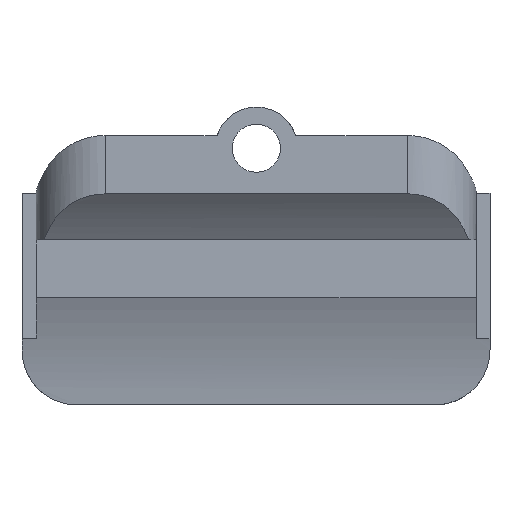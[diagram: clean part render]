
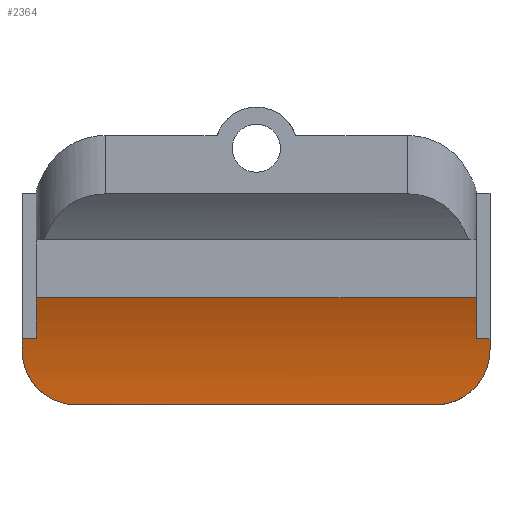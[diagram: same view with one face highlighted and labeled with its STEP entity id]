
A CAD part, left-side view. The second image highlights one B-rep face of the part: STEP entity #2364.
In plain terms, the highlighted cylindrical face has radius 25 mm (diameter 50 mm), a partial arc.
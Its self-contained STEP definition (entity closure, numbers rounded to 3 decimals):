
#1571=CARTESIAN_POINT('',(24.05,47.05,6.826));
#1572=VERTEX_POINT('',#1571);
#1579=CARTESIAN_POINT('',(24.05,45.997,6.826));
#1580=VERTEX_POINT('',#1579);
#1581=CARTESIAN_POINT('',(24.05,47.05,6.826));
#1582=DIRECTION('',(-0.,-1.,-0.));
#1583=VECTOR('',#1582,1.053);
#1584=LINE('',#1581,#1583);
#1585=EDGE_CURVE('',#1572,#1580,#1584,.T.);
#1602=CARTESIAN_POINT('',(24.05,13.,6.826));
#1603=VERTEX_POINT('',#1602);
#1628=CARTESIAN_POINT('',(24.05,14.003,6.826));
#1629=VERTEX_POINT('',#1628);
#1637=CARTESIAN_POINT('',(24.05,13.,6.826));
#1638=DIRECTION('',(0.,1.,0.));
#1639=VECTOR('',#1638,1.003);
#1640=LINE('',#1637,#1639);
#1641=EDGE_CURVE('',#1603,#1629,#1640,.T.);
#1669=CARTESIAN_POINT('',(24.,46.,7.));
#1670=VERTEX_POINT('',#1669);
#1677=CARTESIAN_POINT('',(23.,46.,9.798));
#1678=VERTEX_POINT('',#1677);
#1679=CARTESIAN_POINT('',(-0.,46.,-0.));
#1680=DIRECTION('',(-0.,1.,-0.));
#1681=DIRECTION('',(0.,0.,-1.));
#1682=AXIS2_PLACEMENT_3D('',#1679,#1680,#1681);
#1683=CIRCLE('',#1682,25.);
#1684=EDGE_CURVE('',#1678,#1670,#1683,.T.);
#1906=CARTESIAN_POINT('',(23.,14.,9.798));
#1907=VERTEX_POINT('',#1906);
#1914=CARTESIAN_POINT('',(24.,14.,7.));
#1915=VERTEX_POINT('',#1914);
#1916=CARTESIAN_POINT('',(-0.,14.,-0.));
#1917=DIRECTION('',(-0.,-1.,-0.));
#1918=DIRECTION('',(0.,-0.,1.));
#1919=AXIS2_PLACEMENT_3D('',#1916,#1917,#1918);
#1920=CIRCLE('',#1919,25.);
#1921=EDGE_CURVE('',#1915,#1907,#1920,.T.);
#2073=CARTESIAN_POINT('',(24.269,47.05,6.));
#2074=VERTEX_POINT('',#2073);
#2081=CARTESIAN_POINT('',(-0.,47.05,-0.));
#2082=DIRECTION('',(-0.,-1.,-0.));
#2083=DIRECTION('',(0.,-0.,1.));
#2084=AXIS2_PLACEMENT_3D('',#2081,#2082,#2083);
#2085=CIRCLE('',#2084,25.);
#2086=EDGE_CURVE('',#2074,#1572,#2085,.T.);
#2105=CARTESIAN_POINT('',(24.269,13.,6.));
#2106=VERTEX_POINT('',#2105);
#2107=CARTESIAN_POINT('',(-0.,13.,-0.));
#2108=DIRECTION('',(-0.,-1.,-0.));
#2109=DIRECTION('',(0.,-0.,1.));
#2110=AXIS2_PLACEMENT_3D('',#2107,#2108,#2109);
#2111=CIRCLE('',#2110,25.);
#2112=EDGE_CURVE('',#2106,#1603,#2111,.T.);
#2136=CARTESIAN_POINT('',(24.92,43.05,2.));
#2137=VERTEX_POINT('',#2136);
#2138=CARTESIAN_POINT('',(24.92,17.,2.));
#2139=VERTEX_POINT('',#2138);
#2140=CARTESIAN_POINT('',(24.92,43.05,2.));
#2141=DIRECTION('',(-0.,-1.,-0.));
#2142=VECTOR('',#2141,26.05);
#2143=LINE('',#2140,#2142);
#2144=EDGE_CURVE('',#2137,#2139,#2143,.T.);
#2200=CARTESIAN_POINT('',(24.92,43.05,2.));
#2201=CARTESIAN_POINT('',(24.92,43.316,2.));
#2202=CARTESIAN_POINT('',(24.918,43.578,2.026));
#2203=CARTESIAN_POINT('',(24.913,43.835,2.078));
#2204=CARTESIAN_POINT('',(24.911,43.964,2.104));
#2205=CARTESIAN_POINT('',(24.909,44.092,2.136));
#2206=CARTESIAN_POINT('',(24.905,44.218,2.174));
#2207=CARTESIAN_POINT('',(24.902,44.345,2.213));
#2208=CARTESIAN_POINT('',(24.898,44.47,2.258));
#2209=CARTESIAN_POINT('',(24.893,44.592,2.309));
#2210=CARTESIAN_POINT('',(24.884,44.836,2.411));
#2211=CARTESIAN_POINT('',(24.872,45.066,2.535));
#2212=CARTESIAN_POINT('',(24.856,45.285,2.682));
#2213=CARTESIAN_POINT('',(24.848,45.394,2.756));
#2214=CARTESIAN_POINT('',(24.839,45.5,2.835));
#2215=CARTESIAN_POINT('',(24.829,45.602,2.92));
#2216=CARTESIAN_POINT('',(24.819,45.704,3.004));
#2217=CARTESIAN_POINT('',(24.808,45.801,3.093));
#2218=CARTESIAN_POINT('',(24.796,45.893,3.186));
#2219=CARTESIAN_POINT('',(24.772,46.077,3.372));
#2220=CARTESIAN_POINT('',(24.744,46.242,3.575));
#2221=CARTESIAN_POINT('',(24.71,46.387,3.794));
#2222=CARTESIAN_POINT('',(24.694,46.46,3.904));
#2223=CARTESIAN_POINT('',(24.675,46.527,4.018));
#2224=CARTESIAN_POINT('',(24.656,46.588,4.133));
#2225=CARTESIAN_POINT('',(24.637,46.648,4.248));
#2226=CARTESIAN_POINT('',(24.616,46.703,4.366));
#2227=CARTESIAN_POINT('',(24.594,46.752,4.486));
#2228=CARTESIAN_POINT('',(24.572,46.801,4.605));
#2229=CARTESIAN_POINT('',(24.549,46.844,4.727));
#2230=CARTESIAN_POINT('',(24.525,46.882,4.852));
#2231=CARTESIAN_POINT('',(24.5,46.919,4.976));
#2232=CARTESIAN_POINT('',(24.474,46.95,5.103));
#2233=CARTESIAN_POINT('',(24.447,46.975,5.23));
#2234=CARTESIAN_POINT('',(24.392,47.025,5.485));
#2235=CARTESIAN_POINT('',(24.333,47.05,5.742));
#2236=CARTESIAN_POINT('',(24.269,47.05,6.));
#2237=B_SPLINE_CURVE_WITH_KNOTS('',3,(#2200,#2201,#2202,#2203,#2204,#2205,#2206,#2207,#2208,#2209,#2210,#2211,#2212,#2213,#2214,#2215,#2216,#2217,#2218,#2219,#2220,#2221,#2222,#2223,#2224,#2225,
#2226,#2227,#2228,#2229,#2230,#2231,#2232,#2233,#2234,#2235,#2236),.UNSPECIFIED.,.F.,.F.,(4,3,3,3,3,3,3,3,3,3,3,3,4),(0.,0.001,0.001,0.002,0.002,0.003,0.003,0.004,0.004,0.005,0.005,0.006,0.006),.UNSPECIFIED.);
#2238=EDGE_CURVE('',#2137,#2074,#2237,.T.);
#2257=CARTESIAN_POINT('',(24.269,13.,6.));
#2258=CARTESIAN_POINT('',(24.333,13.,5.742));
#2259=CARTESIAN_POINT('',(24.392,13.025,5.486));
#2260=CARTESIAN_POINT('',(24.446,13.074,5.234));
#2261=CARTESIAN_POINT('',(24.473,13.099,5.108));
#2262=CARTESIAN_POINT('',(24.499,13.129,4.983));
#2263=CARTESIAN_POINT('',(24.523,13.166,4.858));
#2264=CARTESIAN_POINT('',(24.548,13.203,4.734));
#2265=CARTESIAN_POINT('',(24.572,13.247,4.61));
#2266=CARTESIAN_POINT('',(24.594,13.296,4.489));
#2267=CARTESIAN_POINT('',(24.638,13.395,4.248));
#2268=CARTESIAN_POINT('',(24.676,13.516,4.018));
#2269=CARTESIAN_POINT('',(24.71,13.659,3.8));
#2270=CARTESIAN_POINT('',(24.743,13.803,3.582));
#2271=CARTESIAN_POINT('',(24.772,13.971,3.375));
#2272=CARTESIAN_POINT('',(24.796,14.155,3.188));
#2273=CARTESIAN_POINT('',(24.82,14.339,3.002));
#2274=CARTESIAN_POINT('',(24.839,14.54,2.835));
#2275=CARTESIAN_POINT('',(24.855,14.759,2.687));
#2276=CARTESIAN_POINT('',(24.863,14.869,2.612));
#2277=CARTESIAN_POINT('',(24.87,14.983,2.543));
#2278=CARTESIAN_POINT('',(24.877,15.099,2.481));
#2279=CARTESIAN_POINT('',(24.883,15.215,2.418));
#2280=CARTESIAN_POINT('',(24.888,15.333,2.361));
#2281=CARTESIAN_POINT('',(24.893,15.454,2.311));
#2282=CARTESIAN_POINT('',(24.898,15.575,2.26));
#2283=CARTESIAN_POINT('',(24.902,15.699,2.215));
#2284=CARTESIAN_POINT('',(24.905,15.825,2.177));
#2285=CARTESIAN_POINT('',(24.908,15.951,2.138));
#2286=CARTESIAN_POINT('',(24.911,16.08,2.105));
#2287=CARTESIAN_POINT('',(24.913,16.21,2.079));
#2288=CARTESIAN_POINT('',(24.918,16.47,2.026));
#2289=CARTESIAN_POINT('',(24.92,16.734,2.));
#2290=CARTESIAN_POINT('',(24.92,17.,2.));
#2291=B_SPLINE_CURVE_WITH_KNOTS('',3,(#2257,#2258,#2259,#2260,#2261,#2262,#2263,#2264,#2265,#2266,#2267,#2268,#2269,#2270,#2271,#2272,#2273,#2274,#2275,#2276,#2277,#2278,#2279,#2280,#2281,#2282,
#2283,#2284,#2285,#2286,#2287,#2288,#2289,#2290),.UNSPECIFIED.,.F.,.F.,(4,3,3,3,3,3,3,3,3,3,3,4),(0.,0.001,0.001,0.002,0.002,0.003,0.004,0.004,0.005,0.005,0.006,0.006),.UNSPECIFIED.);
#2292=EDGE_CURVE('',#2106,#2139,#2291,.T.);
#2328=CARTESIAN_POINT('',(-0.,0.,-0.));
#2329=DIRECTION('',(0.,1.,0.));
#2330=DIRECTION('',(0.,-0.,1.));
#2331=AXIS2_PLACEMENT_3D('',#2328,#2329,#2330);
#2332=CYLINDRICAL_SURFACE('',#2331,25.);
#2333=ORIENTED_EDGE('',*,*,#2144,.T.);
#2334=ORIENTED_EDGE('',*,*,#2292,.F.);
#2335=ORIENTED_EDGE('',*,*,#2112,.T.);
#2336=ORIENTED_EDGE('',*,*,#1641,.T.);
#2337=CARTESIAN_POINT('',(24.05,14.003,6.826));
#2338=CARTESIAN_POINT('',(24.034,14.001,6.884));
#2339=CARTESIAN_POINT('',(24.017,14.,6.942));
#2340=CARTESIAN_POINT('',(24.,14.,7.));
#2341=B_SPLINE_CURVE_WITH_KNOTS('',3,(#2337,#2338,#2339,#2340),.UNSPECIFIED.,.F.,.F.,(4,4),(0.008,0.008),.UNSPECIFIED.);
#2342=EDGE_CURVE('',#1629,#1915,#2341,.T.);
#2343=ORIENTED_EDGE('',*,*,#2342,.T.);
#2344=ORIENTED_EDGE('',*,*,#1921,.T.);
#2345=CARTESIAN_POINT('',(23.,14.,9.798));
#2346=DIRECTION('',(0.,1.,0.));
#2347=VECTOR('',#2346,32.);
#2348=LINE('',#2345,#2347);
#2349=EDGE_CURVE('',#1907,#1678,#2348,.T.);
#2350=ORIENTED_EDGE('',*,*,#2349,.T.);
#2351=ORIENTED_EDGE('',*,*,#1684,.T.);
#2352=CARTESIAN_POINT('',(24.,46.,7.));
#2353=CARTESIAN_POINT('',(24.017,46.,6.942));
#2354=CARTESIAN_POINT('',(24.034,45.999,6.884));
#2355=CARTESIAN_POINT('',(24.05,45.997,6.826));
#2356=B_SPLINE_CURVE_WITH_KNOTS('',3,(#2352,#2353,#2354,#2355),.UNSPECIFIED.,.F.,.F.,(4,4),(0.,0.),.UNSPECIFIED.);
#2357=EDGE_CURVE('',#1670,#1580,#2356,.T.);
#2358=ORIENTED_EDGE('',*,*,#2357,.T.);
#2359=ORIENTED_EDGE('',*,*,#1585,.F.);
#2360=ORIENTED_EDGE('',*,*,#2086,.F.);
#2361=ORIENTED_EDGE('',*,*,#2238,.F.);
#2362=EDGE_LOOP('',(#2333,#2334,#2335,#2336,#2343,#2344,#2350,#2351,#2358,#2359,#2360,#2361));
#2363=FACE_BOUND('',#2362,.T.);
#2364=ADVANCED_FACE('',(#2363),#2332,.F.);
